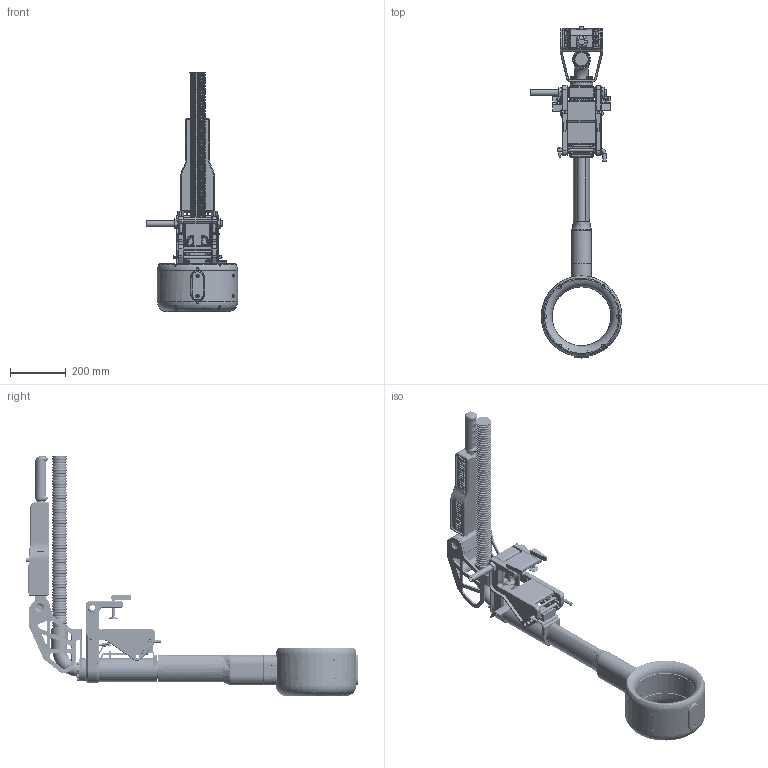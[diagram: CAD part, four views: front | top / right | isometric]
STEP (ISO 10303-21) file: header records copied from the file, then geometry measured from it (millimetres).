
FILE_DESCRIPTION (( 'STEP AP214' ), '1' );
FILE_NAME ('P-104-250-rev-A-212.STEP', '2025-11-04T08:01:19', ( '' ), ( '' ), 'SwSTEP 2.0', 'SolidWorks 2024', '' );
FILE_SCHEMA (( 'AUTOMOTIVE_DESIGN' ));
Length unit declared in the file: millimetre
Products named in the file (1): P-104-250-rev-A-212
Bounding box: 330 x 1193.7 x 860.4 mm (x, y, z)
Volume: 16081014.3 mm3; surface area: 1511968.9 mm2
Topology: 1 solids, 110 shells, 4873 faces, 11836 edges, 7384 vertices
Faces by surface type: plane 2351, bspline 823, cylinder 805, torus 512, cone 376, sphere 6
Full cylindrical faces by diameter (mm): 3 x4, 3.5 x4, 4.2 x8, 5 x32, 5.3 x2, 5.7 x4, 6 x4, 6.95 x2, 8 x2, 8.1 x3, 9 x1, 9.64 x45, 10 x4, 12 x8, 13 x14, 14 x1, 16 x2, 17 x1, 22.5 x2, 25 x2, 32 x2, 35 x2, 40 x1, 48 x62, 54.5 x63, 58 x2, 63.5 x2, 80 x1, 82 x1, 85 x1
Entity records: 255939 total; most frequent: CARTESIAN_POINT 105347, ORIENTED_EDGE 21534, DIRECTION 18178, EDGE_CURVE 10767, VERTEX_POINT 7158, AXIS2_PLACEMENT_3D 6548, EDGE_LOOP 6121, FACE_OUTER_BOUND 5471
